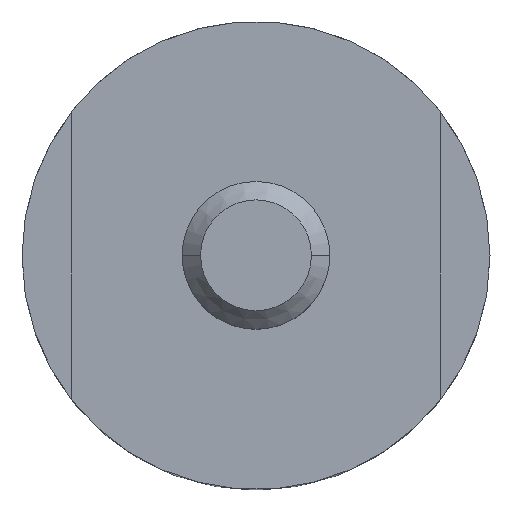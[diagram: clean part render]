
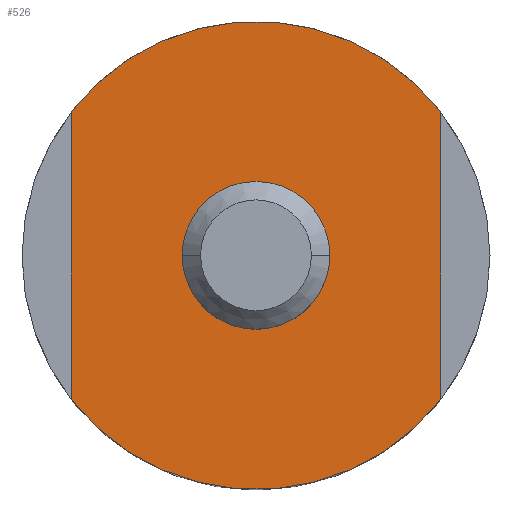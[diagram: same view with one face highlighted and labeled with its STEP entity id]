
A CAD part, top view. The second image highlights one B-rep face of the part: STEP entity #526.
In plain terms, the highlighted planar face has unit normal (0, 0, 1).
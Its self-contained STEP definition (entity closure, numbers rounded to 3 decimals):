
#504=VERTEX_POINT('',#1421);
#508=VERTEX_POINT('',#1425);
#526=ADVANCED_FACE('',(#1451,#1452),#1453,.T.);
#558=VERTEX_POINT('',#1489);
#590=EDGE_CURVE('',#504,#1360,#1522,.T.);
#648=VERTEX_POINT('',#1585);
#724=EDGE_CURVE('',#648,#508,#1671,.T.);
#1082=EDGE_CURVE('',#1360,#504,#2076,.T.);
#1098=EDGE_CURVE('',#558,#1162,#2093,.T.);
#1162=VERTEX_POINT('',#2166);
#1190=EDGE_CURVE('',#1162,#648,#2194,.T.);
#1218=EDGE_CURVE('',#508,#558,#2225,.T.);
#1360=VERTEX_POINT('',#2387);
#1421=CARTESIAN_POINT('',(3.,0.,12.0));
#1425=CARTESIAN_POINT('',(-7.5,-5.831,12.0));
#1451=FACE_OUTER_BOUND('',#2482,.T.);
#1452=FACE_BOUND('',#2483,.T.);
#1453=PLANE('',#2484);
#1489=CARTESIAN_POINT('',(7.5,-5.831,12.0));
#1522=CIRCLE('',#2574,3.);
#1585=CARTESIAN_POINT('',(-7.5,5.831,12.0));
#1671=LINE('',#2772,#2773);
#2076=CIRCLE('',#3291,3.);
#2093=LINE('',#3314,#3315);
#2166=CARTESIAN_POINT('',(7.5,5.831,12.0));
#2194=CIRCLE('',#3442,9.5);
#2225=CIRCLE('',#3483,9.5);
#2387=CARTESIAN_POINT('',(-3.,0.,12.0));
#2482=EDGE_LOOP('',(#3810,#3811,#3812,#3813));
#2483=EDGE_LOOP('',(#3814,#3815));
#2484=AXIS2_PLACEMENT_3D('',#3816,#3817,#3818);
#2574=AXIS2_PLACEMENT_3D('',#3903,#3904,#3905);
#2772=CARTESIAN_POINT('',(-7.5,-2.915,12.0));
#2773=VECTOR('',#4099,1.0);
#3291=AXIS2_PLACEMENT_3D('',#4680,#4681,#4682);
#3314=CARTESIAN_POINT('',(7.5,2.915,12.0));
#3315=VECTOR('',#4701,1.0);
#3442=AXIS2_PLACEMENT_3D('',#4809,#4810,#4811);
#3483=AXIS2_PLACEMENT_3D('',#4852,#4853,#4854);
#3810=ORIENTED_EDGE('',*,*,#724,.T.);
#3811=ORIENTED_EDGE('',*,*,#1218,.T.);
#3812=ORIENTED_EDGE('',*,*,#1098,.T.);
#3813=ORIENTED_EDGE('',*,*,#1190,.T.);
#3814=ORIENTED_EDGE('',*,*,#1082,.F.);
#3815=ORIENTED_EDGE('',*,*,#590,.F.);
#3816=CARTESIAN_POINT('',(-6.25,0.,12.0));
#3817=DIRECTION('',(0.0,0.0,1.0));
#3818=DIRECTION('',(-1.0,0.,0.0));
#3903=CARTESIAN_POINT('',(0.0,0.,12.0));
#3904=DIRECTION('',(0.0,0.0,1.0));
#3905=DIRECTION('',(-1.0,0.,0.0));
#4099=DIRECTION('',(0.0,-1.0,0.0));
#4680=CARTESIAN_POINT('',(0.0,0.,12.0));
#4681=DIRECTION('',(0.0,0.0,1.0));
#4682=DIRECTION('',(-1.0,0.,0.0));
#4701=DIRECTION('',(0.0,1.0,0.0));
#4809=CARTESIAN_POINT('',(0.0,0.,12.0));
#4810=DIRECTION('',(0.0,0.0,1.0));
#4811=DIRECTION('',(-1.0,0.,0.0));
#4852=CARTESIAN_POINT('',(0.0,0.,12.0));
#4853=DIRECTION('',(0.0,0.0,1.0));
#4854=DIRECTION('',(-1.0,0.,0.0));
